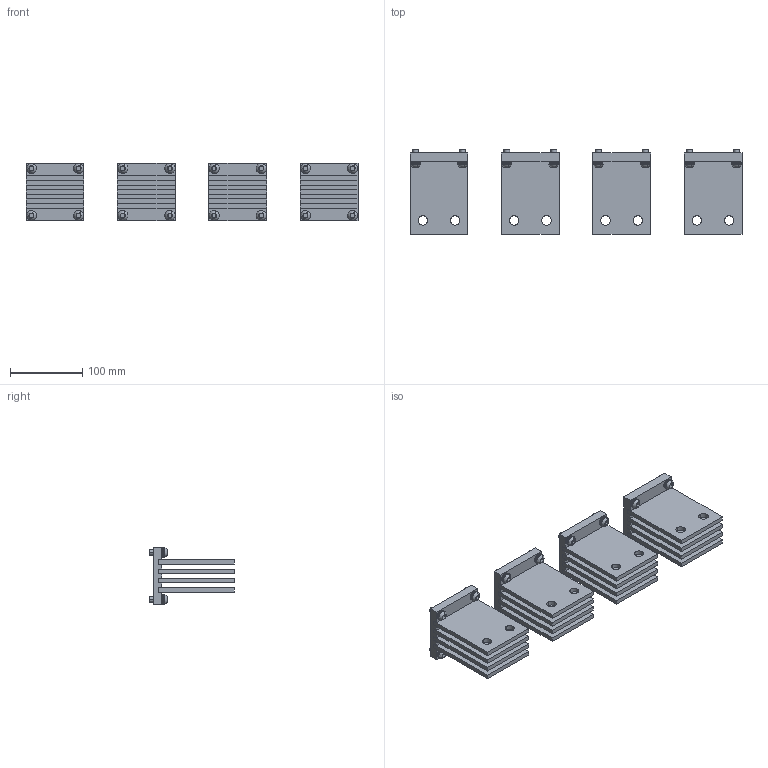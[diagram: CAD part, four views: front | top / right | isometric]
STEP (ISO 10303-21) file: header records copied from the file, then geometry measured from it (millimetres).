
FILE_DESCRIPTION(('CATIA V5 STEP Exchange'),'2;1');
FILE_NAME('1SDH001336R0217_E4.2_W_IV_TERMINALS_HR_UL_UPPER_2500A.stp','2014-09-18T15:45:53+00:00',('none'),('none'),'CATIA Version 5 Release 20 SP 6 (IN-10)','CATIA V5 STEP AP214','none');
FILE_SCHEMA(('AUTOMOTIVE_DESIGN { 1 0 10303 214 1 1 1 1 }'));
Length unit declared in the file: millimetre
Products named in the file (1): E4.2_W_IV_TERMINALS_HR_UL_UPPER_2500A_AllCATPart
Bounding box: 458 x 116.5 x 80 mm (x, y, z)
Volume: 1064946.8 mm3; surface area: 410575.1 mm2
Topology: 76 solids, 76 shells, 1128 faces, 2688 edges, 1744 vertices
Faces by surface type: plane 464, cylinder 360, torus 272, revolution 32
Entity records: 32014 total; most frequent: CARTESIAN_POINT 6741, ORIENTED_EDGE 5376, DIRECTION 4144, EDGE_CURVE 2688, AXIS2_PLACEMENT_3D 2085, VERTEX_POINT 1744, EDGE_LOOP 1296, CIRCLE 1256
